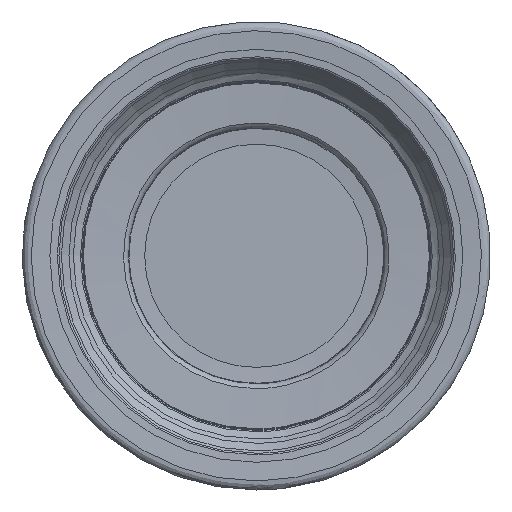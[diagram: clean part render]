
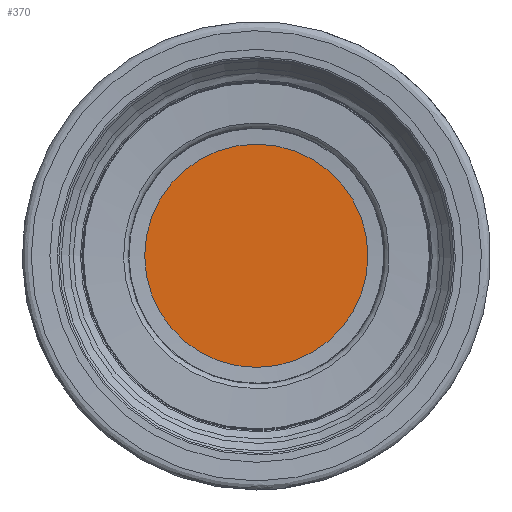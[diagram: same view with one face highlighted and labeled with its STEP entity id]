
A CAD part, left-side view. The second image highlights one B-rep face of the part: STEP entity #370.
In plain terms, the highlighted planar face has unit normal (-1, 0, 0).
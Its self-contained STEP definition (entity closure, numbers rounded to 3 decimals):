
#370=ADVANCED_FACE('',(#419),#416,.T.);
#416=PLANE('',#738);
#419=FACE_OUTER_BOUND('',#421,.T.);
#421=EDGE_LOOP('',(#511));
#511=ORIENTED_EDGE('',*,*,#646,.F.);
#601=VERTEX_POINT('',#991);
#646=EDGE_CURVE('',#601,#601,#691,.T.);
#691=CIRCLE('',#737,9.532);
#737=AXIS2_PLACEMENT_3D('',#990,#809,#810);
#738=AXIS2_PLACEMENT_3D('',#992,#811,#812);
#809=DIRECTION('',(1.,0.,0.));
#810=DIRECTION('',(0.,1.,0.));
#811=DIRECTION('',(-1.,0.,0.));
#812=DIRECTION('',(0.,-1.,0.));
#990=CARTESIAN_POINT('',(3.2,0.,0.));
#991=CARTESIAN_POINT('',(3.2,9.532,0.));
#992=CARTESIAN_POINT('',(3.2,9.532,0.));
